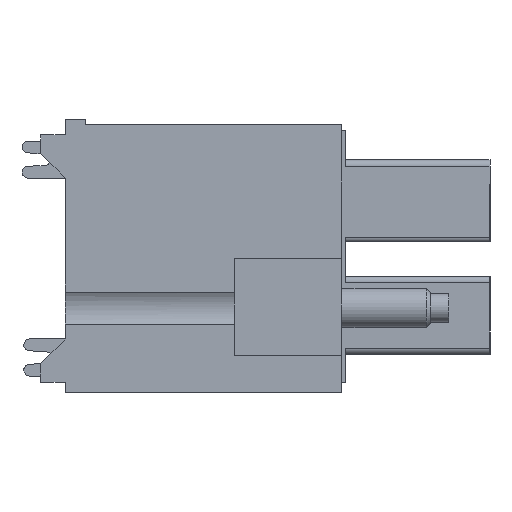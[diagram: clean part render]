
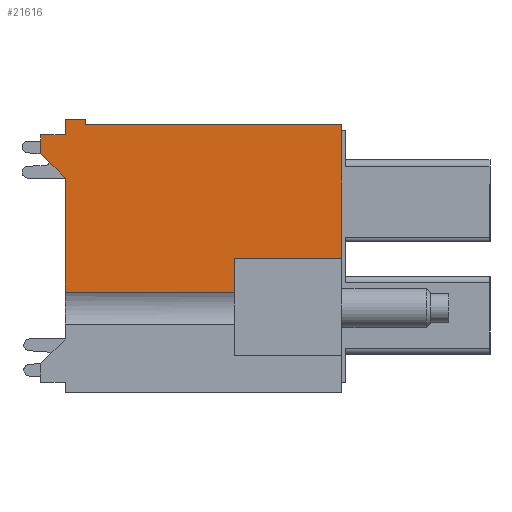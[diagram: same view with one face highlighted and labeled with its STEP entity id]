
A CAD part, left-side view. The second image highlights one B-rep face of the part: STEP entity #21616.
In plain terms, the highlighted planar face has unit normal (-1, 0, 0).
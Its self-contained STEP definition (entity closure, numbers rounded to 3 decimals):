
#802=LINE('',#32031,#3501);
#804=LINE('',#32035,#3503);
#810=LINE('',#32050,#3509);
#961=LINE('',#32350,#3660);
#1138=LINE('',#32669,#3837);
#1240=LINE('',#32907,#3939);
#1242=LINE('',#32911,#3941);
#1243=LINE('',#32913,#3942);
#1244=LINE('',#32914,#3943);
#1245=LINE('',#32916,#3944);
#1246=LINE('',#32918,#3945);
#1247=LINE('',#32920,#3946);
#3501=VECTOR('',#25156,1000.);
#3503=VECTOR('',#25160,1000.);
#3509=VECTOR('',#25174,1000.);
#3660=VECTOR('',#25447,1000.);
#3837=VECTOR('',#25732,1000.);
#3939=VECTOR('',#25994,1000.);
#3941=VECTOR('',#25998,1000.);
#3942=VECTOR('',#25999,1000.);
#3943=VECTOR('',#26000,1000.);
#3944=VECTOR('',#26001,1000.);
#3945=VECTOR('',#26002,1000.);
#3946=VECTOR('',#26003,1000.);
#7876=ORIENTED_EDGE('',*,*,#13271,.F.);
#7877=ORIENTED_EDGE('',*,*,#13272,.T.);
#7878=ORIENTED_EDGE('',*,*,#12826,.F.);
#7879=ORIENTED_EDGE('',*,*,#12819,.F.);
#7880=ORIENTED_EDGE('',*,*,#13155,.T.);
#7881=ORIENTED_EDGE('',*,*,#13273,.F.);
#7882=ORIENTED_EDGE('',*,*,#13274,.F.);
#7883=ORIENTED_EDGE('',*,*,#13275,.F.);
#7884=ORIENTED_EDGE('',*,*,#13276,.F.);
#7885=ORIENTED_EDGE('',*,*,#12978,.F.);
#7886=ORIENTED_EDGE('',*,*,#12817,.T.);
#7887=ORIENTED_EDGE('',*,*,#13269,.T.);
#12817=EDGE_CURVE('',#15798,#15797,#802,.T.);
#12819=EDGE_CURVE('',#15799,#15800,#804,.T.);
#12826=EDGE_CURVE('',#15800,#15804,#810,.T.);
#12978=EDGE_CURVE('',#15798,#15891,#961,.T.);
#13155=EDGE_CURVE('',#15799,#15979,#1138,.T.);
#13269=EDGE_CURVE('',#15797,#16036,#1240,.T.);
#13271=EDGE_CURVE('',#16037,#16036,#1242,.T.);
#13272=EDGE_CURVE('',#16037,#15804,#1243,.T.);
#13273=EDGE_CURVE('',#16038,#15979,#1244,.T.);
#13274=EDGE_CURVE('',#16039,#16038,#1245,.T.);
#13275=EDGE_CURVE('',#16040,#16039,#1246,.T.);
#13276=EDGE_CURVE('',#15891,#16040,#1247,.T.);
#15797=VERTEX_POINT('',#32030);
#15798=VERTEX_POINT('',#32032);
#15799=VERTEX_POINT('',#32036);
#15800=VERTEX_POINT('',#32037);
#15804=VERTEX_POINT('',#32051);
#15891=VERTEX_POINT('',#32348);
#15979=VERTEX_POINT('',#32668);
#16036=VERTEX_POINT('',#32908);
#16037=VERTEX_POINT('',#32912);
#16038=VERTEX_POINT('',#32915);
#16039=VERTEX_POINT('',#32917);
#16040=VERTEX_POINT('',#32919);
#18231=EDGE_LOOP('',(#7876,#7877,#7878,#7879,#7880,#7881,#7882,#7883,#7884,
#7885,#7886,#7887));
#19506=FACE_BOUND('',#18231,.T.);
#20652=PLANE('',#22983);
#21616=ADVANCED_FACE('',(#19506),#20652,.F.);
#22983=AXIS2_PLACEMENT_3D('',#32910,#25996,#25997);
#25156=DIRECTION('',(0.,0.,-1.));
#25160=DIRECTION('',(0.,1.,0.));
#25174=DIRECTION('',(0.,0.,-1.));
#25447=DIRECTION('',(0.,-1.,0.));
#25732=DIRECTION('',(0.,0.,1.));
#25994=DIRECTION('',(0.,-0.707,-0.707));
#25996=DIRECTION('',(1.,0.,0.));
#25997=DIRECTION('',(0.,0.,-1.));
#25998=DIRECTION('',(0.,0.,1.));
#25999=DIRECTION('',(0.,-1.,0.));
#26000=DIRECTION('',(0.,-1.,0.));
#26001=DIRECTION('',(0.,0.,-1.));
#26002=DIRECTION('',(0.,-1.,0.));
#26003=DIRECTION('',(0.,0.,1.));
#32030=CARTESIAN_POINT('',(-10.9,14.6,5.1));
#32031=CARTESIAN_POINT('',(-10.9,14.6,6.));
#32032=CARTESIAN_POINT('',(-10.9,14.6,6.));
#32035=CARTESIAN_POINT('',(-10.9,0.,0.));
#32036=CARTESIAN_POINT('',(-10.9,0.,0.));
#32037=CARTESIAN_POINT('',(-10.9,5.2,0.));
#32050=CARTESIAN_POINT('',(-10.9,5.2,0.));
#32051=CARTESIAN_POINT('',(-10.9,5.2,-1.624));
#32348=CARTESIAN_POINT('',(-10.9,13.4,6.));
#32350=CARTESIAN_POINT('',(-10.9,14.6,6.));
#32668=CARTESIAN_POINT('',(-10.9,0.,6.5));
#32669=CARTESIAN_POINT('',(-10.9,0.,-6.5));
#32907=CARTESIAN_POINT('',(-10.9,13.4,3.9));
#32908=CARTESIAN_POINT('',(-10.9,13.4,3.9));
#32910=CARTESIAN_POINT('',(-10.9,13.4,-6.5));
#32911=CARTESIAN_POINT('',(-10.9,13.4,-6.5));
#32912=CARTESIAN_POINT('',(-10.9,13.4,-1.624));
#32913=CARTESIAN_POINT('',(-10.9,17.712,-1.624));
#32914=CARTESIAN_POINT('',(-10.9,13.4,6.5));
#32915=CARTESIAN_POINT('',(-10.9,12.4,6.5));
#32916=CARTESIAN_POINT('',(-10.9,12.4,6.5));
#32917=CARTESIAN_POINT('',(-10.9,12.4,6.75));
#32918=CARTESIAN_POINT('',(-10.9,12.4,6.75));
#32919=CARTESIAN_POINT('',(-10.9,13.4,6.75));
#32920=CARTESIAN_POINT('',(-10.9,13.4,-6.5));
